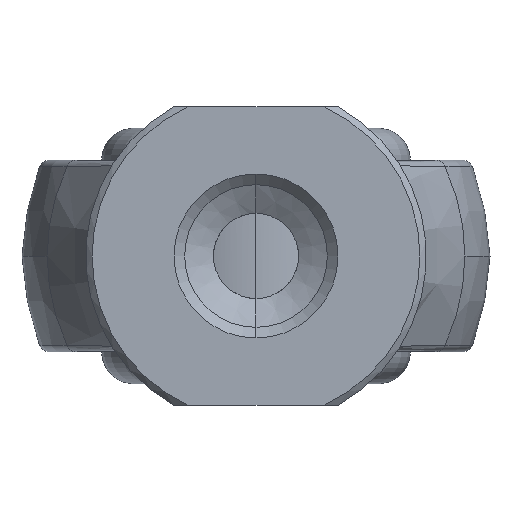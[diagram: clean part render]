
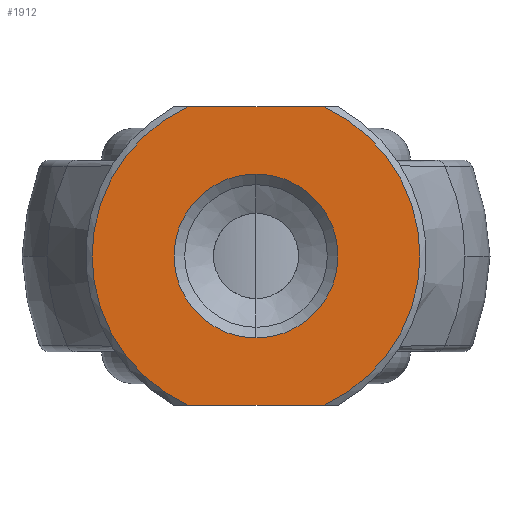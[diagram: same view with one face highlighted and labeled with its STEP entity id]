
A CAD part, left-side view. The second image highlights one B-rep face of the part: STEP entity #1912.
In plain terms, the highlighted planar face has unit normal (-1, 0, 0).
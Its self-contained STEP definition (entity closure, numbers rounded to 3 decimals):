
#7 = EDGE_CURVE ( 'NONE', #469, #472, #1647, .T. ) ;
#12 = EDGE_CURVE ( 'NONE', #394, #300, #1638, .T. ) ;
#26 = AXIS2_PLACEMENT_3D ( 'NONE', #290, #282, #385 ) ;
#37 = AXIS2_PLACEMENT_3D ( 'NONE', #769, #780, #781 ) ;
#77 = EDGE_CURVE ( 'NONE', #469, #451, #1818, .T. ) ;
#80 = AXIS2_PLACEMENT_3D ( 'NONE', #388, #414, #415 ) ;
#152 = EDGE_CURVE ( 'NONE', #300, #394, #1457, .T. ) ;
#156 = EDGE_CURVE ( 'NONE', #454, #472, #1461, .T. ) ;
#157 = EDGE_CURVE ( 'NONE', #454, #451, #1451, .T. ) ;
#209 = AXIS2_PLACEMENT_3D ( 'NONE', #1218, #1202, #1195 ) ;
#218 = AXIS2_PLACEMENT_3D ( 'NONE', #765, #767, #768 ) ;
#282 = DIRECTION ( 'NONE',  ( -1., 0., 0. ) ) ;
#290 = CARTESIAN_POINT ( 'NONE',  ( 0., 0., 0. ) ) ;
#300 = VERTEX_POINT ( 'NONE', #836 ) ;
#385 = DIRECTION ( 'NONE',  ( 0., 0., -1. ) ) ;
#388 = CARTESIAN_POINT ( 'NONE',  ( 0., 0., 0. ) ) ;
#394 = VERTEX_POINT ( 'NONE', #869 ) ;
#414 = DIRECTION ( 'NONE',  ( 1., 0., 0. ) ) ;
#415 = DIRECTION ( 'NONE',  ( 0., 0., -1. ) ) ;
#451 = VERTEX_POINT ( 'NONE', #892 ) ;
#454 = VERTEX_POINT ( 'NONE', #895 ) ;
#469 = VERTEX_POINT ( 'NONE', #908 ) ;
#472 = VERTEX_POINT ( 'NONE', #910 ) ;
#565 = CARTESIAN_POINT ( 'NONE',  ( 0., 3.873, 7. ) ) ;
#568 = DIRECTION ( 'NONE',  ( 0., -1., 0. ) ) ;
#765 = CARTESIAN_POINT ( 'NONE',  ( 0., 0., 0. ) ) ;
#767 = DIRECTION ( 'NONE',  ( 1., 0., 0. ) ) ;
#768 = DIRECTION ( 'NONE',  ( 0., 0., -1. ) ) ;
#769 = CARTESIAN_POINT ( 'NONE',  ( 0., 0., 0. ) ) ;
#777 = CARTESIAN_POINT ( 'NONE',  ( 0., 3.873, -7. ) ) ;
#778 = DIRECTION ( 'NONE',  ( 0., 1., 0. ) ) ;
#780 = DIRECTION ( 'NONE',  ( -1., 0., 0. ) ) ;
#781 = DIRECTION ( 'NONE',  ( 0., 0., -1. ) ) ;
#836 = CARTESIAN_POINT ( 'NONE',  ( 0., 0., 3.85 ) ) ;
#869 = CARTESIAN_POINT ( 'NONE',  ( 0., 0., -3.85 ) ) ;
#892 = CARTESIAN_POINT ( 'NONE',  ( 0., -3.208, 7. ) ) ;
#895 = CARTESIAN_POINT ( 'NONE',  ( 0., -3.208, -7. ) ) ;
#908 = CARTESIAN_POINT ( 'NONE',  ( 0., 3.208, 7. ) ) ;
#910 = CARTESIAN_POINT ( 'NONE',  ( 0., 3.208, -7. ) ) ;
#1195 = DIRECTION ( 'NONE',  ( 0., 0., -1. ) ) ;
#1202 = DIRECTION ( 'NONE',  ( 1., 0., 0. ) ) ;
#1208 = PLANE ( 'NONE',  #209 ) ;
#1218 = CARTESIAN_POINT ( 'NONE',  ( 0., 3.35, 0. ) ) ;
#1391 = FACE_BOUND ( 'NONE', #1793, .T. ) ;
#1451 = CIRCLE ( 'NONE', #37, 7.7 ) ;
#1457 = CIRCLE ( 'NONE', #218, 3.85 ) ;
#1461 = LINE ( 'NONE', #777, #1526 ) ;
#1466 = ORIENTED_EDGE ( 'NONE', *, *, #152, .T. ) ;
#1526 = VECTOR ( 'NONE', #778, 1000. ) ;
#1606 = FACE_OUTER_BOUND ( 'NONE', #1744, .T. ) ;
#1638 = CIRCLE ( 'NONE', #80, 3.85 ) ;
#1643 = ORIENTED_EDGE ( 'NONE', *, *, #156, .F. ) ;
#1647 = CIRCLE ( 'NONE', #26, 7.7 ) ;
#1650 = ORIENTED_EDGE ( 'NONE', *, *, #7, .T. ) ;
#1652 = ORIENTED_EDGE ( 'NONE', *, *, #157, .T. ) ;
#1656 = ORIENTED_EDGE ( 'NONE', *, *, #77, .F. ) ;
#1657 = ORIENTED_EDGE ( 'NONE', *, *, #12, .T. ) ;
#1714 = VECTOR ( 'NONE', #568, 1000. ) ;
#1744 = EDGE_LOOP ( 'NONE', ( #1643, #1652, #1656, #1650 ) ) ;
#1793 = EDGE_LOOP ( 'NONE', ( #1466, #1657 ) ) ;
#1818 = LINE ( 'NONE', #565, #1714 ) ;
#1912 = ADVANCED_FACE ( 'NONE', ( #1391, #1606 ), #1208, .F. ) ;
